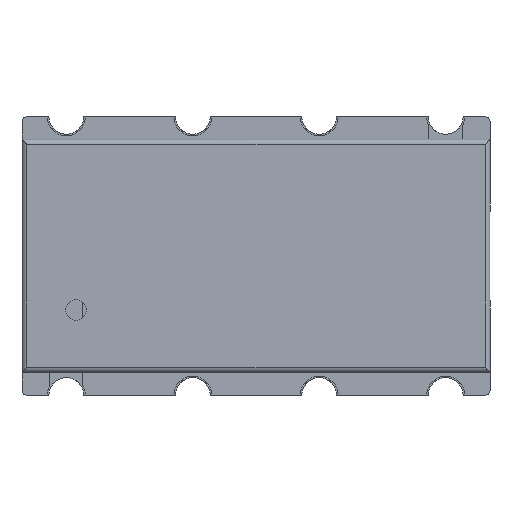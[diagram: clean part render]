
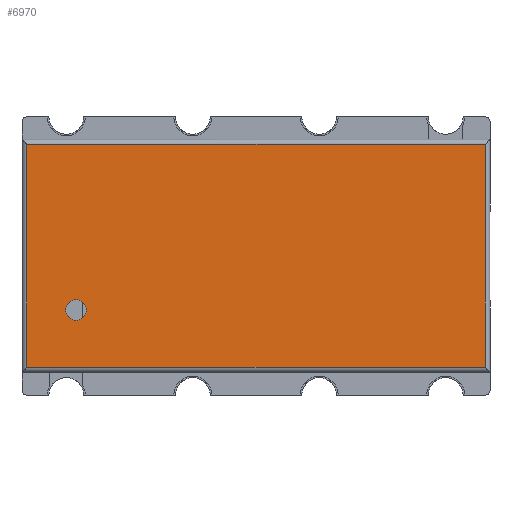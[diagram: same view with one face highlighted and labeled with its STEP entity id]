
A CAD part, top view. The second image highlights one B-rep face of the part: STEP entity #6970.
In plain terms, the highlighted planar face has unit normal (0, 0, 1).
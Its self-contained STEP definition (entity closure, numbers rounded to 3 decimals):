
#27 = CARTESIAN_POINT ( 'NONE',  ( -9.2, 4.478, 4.82 ) ) ;
#98 = DIRECTION ( 'NONE',  ( 0., 0., -1. ) ) ;
#196 = DIRECTION ( 'NONE',  ( -1., 0., 0. ) ) ;
#206 = DIRECTION ( 'NONE',  ( 1., 0., 0. ) ) ;
#680 = AXIS2_PLACEMENT_3D ( 'NONE', #3070, #98, #206 ) ;
#683 = AXIS2_PLACEMENT_3D ( 'NONE', #5852, #2690, #5264 ) ;
#747 = VECTOR ( 'NONE', #196, 1000. ) ;
#755 = VECTOR ( 'NONE', #4177, 1000. ) ;
#868 = DIRECTION ( 'NONE',  ( 1., 0., 0. ) ) ;
#1099 = FACE_BOUND ( 'NONE', #5954, .T. ) ;
#1103 = VERTEX_POINT ( 'NONE', #3787 ) ;
#1306 = CARTESIAN_POINT ( 'NONE',  ( 0., -4.478, 4.82 ) ) ;
#1444 = VERTEX_POINT ( 'NONE', #27 ) ;
#1543 = FACE_OUTER_BOUND ( 'NONE', #5776, .T. ) ;
#1649 = DIRECTION ( 'NONE',  ( -1., 0., 0. ) ) ;
#1870 = EDGE_CURVE ( 'NONE', #1103, #6230, #3626, .T. ) ;
#2074 = EDGE_CURVE ( 'NONE', #4091, #3970, #3091, .T. ) ;
#2196 = VERTEX_POINT ( 'NONE', #4902 ) ;
#2690 = DIRECTION ( 'NONE',  ( 0., 0., -1. ) ) ;
#3070 = CARTESIAN_POINT ( 'NONE',  ( -7.235, -2.177, 4.82 ) ) ;
#3091 = LINE ( 'NONE', #1306, #747 ) ;
#3152 = LINE ( 'NONE', #6528, #6326 ) ;
#3316 = CARTESIAN_POINT ( 'NONE',  ( 9.2, -4.478, 4.82 ) ) ;
#3390 = EDGE_CURVE ( 'NONE', #3970, #1444, #3152, .T. ) ;
#3444 = ORIENTED_EDGE ( 'NONE', *, *, #1870, .T. ) ;
#3626 = CIRCLE ( 'NONE', #680, 0.413 ) ;
#3776 = CARTESIAN_POINT ( 'NONE',  ( 0., 0., 4.82 ) ) ;
#3787 = CARTESIAN_POINT ( 'NONE',  ( -6.822, -2.177, 4.82 ) ) ;
#3970 = VERTEX_POINT ( 'NONE', #5365 ) ;
#4091 = VERTEX_POINT ( 'NONE', #3316 ) ;
#4129 = CARTESIAN_POINT ( 'NONE',  ( 0., 4.478, 4.82 ) ) ;
#4177 = DIRECTION ( 'NONE',  ( 0., -1., 0. ) ) ;
#4362 = DIRECTION ( 'NONE',  ( 0., 0., -1. ) ) ;
#4363 = EDGE_CURVE ( 'NONE', #1444, #2196, #5433, .T. ) ;
#4635 = EDGE_CURVE ( 'NONE', #2196, #4091, #7051, .T. ) ;
#4815 = DIRECTION ( 'NONE',  ( 0., 1., 0. ) ) ;
#4890 = VECTOR ( 'NONE', #868, 1000. ) ;
#4902 = CARTESIAN_POINT ( 'NONE',  ( 9.2, 4.478, 4.82 ) ) ;
#5077 = ORIENTED_EDGE ( 'NONE', *, *, #3390, .F. ) ;
#5264 = DIRECTION ( 'NONE',  ( 1., 0., 0. ) ) ;
#5365 = CARTESIAN_POINT ( 'NONE',  ( -9.2, -4.478, 4.82 ) ) ;
#5433 = LINE ( 'NONE', #4129, #4890 ) ;
#5446 = CARTESIAN_POINT ( 'NONE',  ( 9.2, 0., 4.82 ) ) ;
#5524 = ORIENTED_EDGE ( 'NONE', *, *, #2074, .F. ) ;
#5539 = CARTESIAN_POINT ( 'NONE',  ( -7.648, -2.177, 4.82 ) ) ;
#5776 = EDGE_LOOP ( 'NONE', ( #5077, #5524, #7354, #6137 ) ) ;
#5852 = CARTESIAN_POINT ( 'NONE',  ( -7.235, -2.177, 4.82 ) ) ;
#5954 = EDGE_LOOP ( 'NONE', ( #3444, #6117 ) ) ;
#6117 = ORIENTED_EDGE ( 'NONE', *, *, #7140, .T. ) ;
#6137 = ORIENTED_EDGE ( 'NONE', *, *, #4363, .F. ) ;
#6230 = VERTEX_POINT ( 'NONE', #5539 ) ;
#6326 = VECTOR ( 'NONE', #4815, 1000. ) ;
#6488 = AXIS2_PLACEMENT_3D ( 'NONE', #3776, #4362, #1649 ) ;
#6528 = CARTESIAN_POINT ( 'NONE',  ( -9.2, 0., 4.82 ) ) ;
#6750 = PLANE ( 'NONE',  #6488 ) ;
#6970 = ADVANCED_FACE ( 'NONE', ( #1099, #1543 ), #6750, .F. ) ;
#7051 = LINE ( 'NONE', #5446, #755 ) ;
#7073 = CIRCLE ( 'NONE', #683, 0.413 ) ;
#7140 = EDGE_CURVE ( 'NONE', #6230, #1103, #7073, .T. ) ;
#7354 = ORIENTED_EDGE ( 'NONE', *, *, #4635, .F. ) ;
